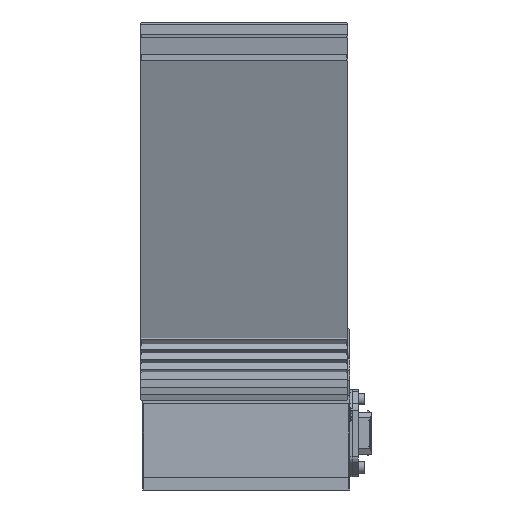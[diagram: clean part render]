
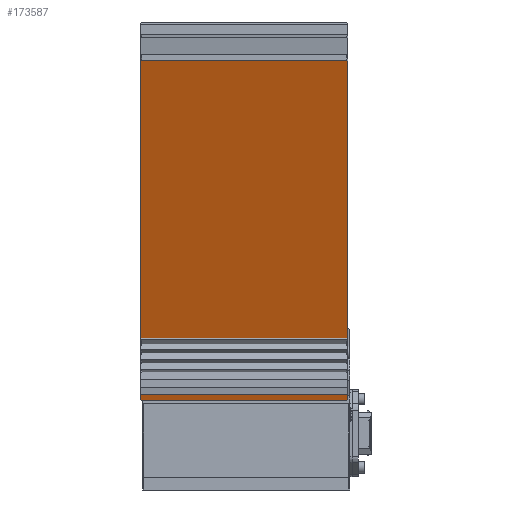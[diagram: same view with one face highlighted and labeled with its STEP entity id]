
A CAD part, left-side view. The second image highlights one B-rep face of the part: STEP entity #173587.
In plain terms, the highlighted face is planar.
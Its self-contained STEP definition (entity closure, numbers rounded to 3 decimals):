
#73991=PLANE('',#169222);
#75997=CIRCLE('',#169223,2.);
#89719=ORIENTED_EDGE('',*,*,#115245,.T.);
#89720=ORIENTED_EDGE('',*,*,#115254,.T.);
#89721=ORIENTED_EDGE('',*,*,#115255,.T.);
#89722=ORIENTED_EDGE('',*,*,#115256,.T.);
#89723=ORIENTED_EDGE('',*,*,#115257,.T.);
#89724=ORIENTED_EDGE('',*,*,#115258,.T.);
#89725=ORIENTED_EDGE('',*,*,#115259,.T.);
#89726=ORIENTED_EDGE('',*,*,#115260,.T.);
#89727=ORIENTED_EDGE('',*,*,#115261,.F.);
#96822=VECTOR('',#137943,1.);
#96829=VECTOR('',#137956,1.);
#96830=VECTOR('',#137957,1.);
#96831=VECTOR('',#137958,1.);
#96832=VECTOR('',#137959,1.);
#96833=VECTOR('',#137960,1.);
#96834=VECTOR('',#137961,1.);
#96835=VECTOR('',#137962,1.);
#102418=LINE('',#158863,#96822);
#102425=LINE('',#158881,#96829);
#102426=LINE('',#158883,#96830);
#102427=LINE('',#158885,#96831);
#102428=LINE('',#158887,#96832);
#102429=LINE('',#158889,#96833);
#102430=LINE('',#158891,#96834);
#102431=LINE('',#158892,#96835);
#107741=VERTEX_POINT('',#158861);
#107742=VERTEX_POINT('',#158862);
#107750=VERTEX_POINT('',#158880);
#107751=VERTEX_POINT('',#158882);
#107752=VERTEX_POINT('',#158884);
#107753=VERTEX_POINT('',#158886);
#107754=VERTEX_POINT('',#158888);
#107755=VERTEX_POINT('',#158890);
#107756=VERTEX_POINT('',#158893);
#115245=EDGE_CURVE('',#107741,#107742,#102418,.T.);
#115254=EDGE_CURVE('',#107742,#107750,#102425,.T.);
#115255=EDGE_CURVE('',#107750,#107751,#102426,.T.);
#115256=EDGE_CURVE('',#107751,#107752,#102427,.T.);
#115257=EDGE_CURVE('',#107752,#107753,#102428,.T.);
#115258=EDGE_CURVE('',#107753,#107754,#102429,.T.);
#115259=EDGE_CURVE('',#107754,#107755,#102430,.T.);
#115260=EDGE_CURVE('',#107755,#107741,#102431,.T.);
#115261=EDGE_CURVE('',#107756,#107756,#75997,.T.);
#119553=EDGE_LOOP('',(#89719,#89720,#89721,#89722,#89723,#89724,#89725,
#89726));
#119554=EDGE_LOOP('',(#89727));
#123266=FACE_BOUND('',#119553,.T.);
#123267=FACE_BOUND('',#119554,.T.);
#137943=DIRECTION('',(174.,0.,0.));
#137954=DIRECTION('',(0.,0.,1.));
#137955=DIRECTION('',(0.,-1.,0.));
#137956=DIRECTION('',(0.5,0.5,0.));
#137957=DIRECTION('',(0.,99.,0.));
#137958=DIRECTION('',(-0.5,0.5,0.));
#137959=DIRECTION('',(-174.,0.,0.));
#137960=DIRECTION('',(-0.5,-0.5,0.));
#137961=DIRECTION('',(0.,-99.,0.));
#137962=DIRECTION('',(0.5,-0.5,0.));
#137963=DIRECTION('',(0.,0.,1.));
#137964=DIRECTION('',(0.,-2.,0.));
#158861=CARTESIAN_POINT('',(0.5,0.,8.));
#158862=CARTESIAN_POINT('',(174.5,0.,8.));
#158863=CARTESIAN_POINT('',(0.5,0.,8.));
#158879=CARTESIAN_POINT('',(0.5,0.,8.));
#158880=CARTESIAN_POINT('',(175.,0.5,8.));
#158881=CARTESIAN_POINT('',(174.5,0.,8.));
#158882=CARTESIAN_POINT('',(175.,99.5,8.));
#158883=CARTESIAN_POINT('',(175.,0.5,8.));
#158884=CARTESIAN_POINT('',(174.5,100.,8.));
#158885=CARTESIAN_POINT('',(175.,99.5,8.));
#158886=CARTESIAN_POINT('',(0.5,100.,8.));
#158887=CARTESIAN_POINT('',(174.5,100.,8.));
#158888=CARTESIAN_POINT('',(0.,99.5,8.));
#158889=CARTESIAN_POINT('',(0.5,100.,8.));
#158890=CARTESIAN_POINT('',(0.,0.5,8.));
#158891=CARTESIAN_POINT('',(0.,99.5,8.));
#158892=CARTESIAN_POINT('',(0.,0.5,8.));
#158893=CARTESIAN_POINT('',(17.,2.,8.));
#158894=CARTESIAN_POINT('',(17.,4.,8.));
#169222=AXIS2_PLACEMENT_3D('',#158879,#137954,#137955);
#169223=AXIS2_PLACEMENT_3D('',#158894,#137963,#137964);
#173587=ADVANCED_FACE('',(#123266,#123267),#73991,.T.);
